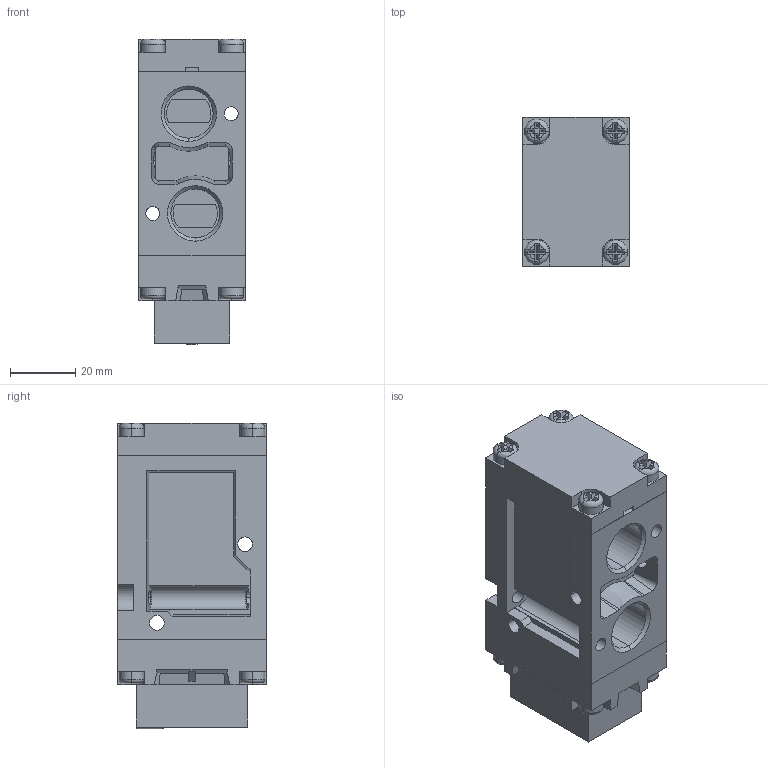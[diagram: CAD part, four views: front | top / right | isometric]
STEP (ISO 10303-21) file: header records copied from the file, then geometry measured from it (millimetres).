
FILE_DESCRIPTION (( 'STEP AP203' ), '1' );
FILE_NAME ('SFP5701.STEP', '2016-01-13T02:43:29', ( 'yrd8' ), ( 'Hewlett-Packard Company' ), 'SwSTEP 2.0', 'SolidWorks 2008', '' );
FILE_SCHEMA (( 'CONFIG_CONTROL_DESIGN' ));
Length unit declared in the file: millimetre
Products named in the file (5): SFP5701; SFP5600 Body_ル遽; SFP5000 PPS Semi_晦獄 撲薑; SFP5000 Pilot_ル遽; SFP5000 Body Cover_ル遽
Assembly tree (4 placements, depth 2):
  SFP5701
    SFP5000 Body Cover_ル遽
    SFP5600 Body_ル遽
    SFP5000 Pilot_ル遽
    SFP5000 PPS Semi_晦獄 撲薑
Bounding box: 32.5 x 45.5 x 93.4 mm (x, y, z)
Volume: 104884.5 mm3; surface area: 30638.8 mm2
Topology: 4 solids, 4 shells, 412 faces, 1113 edges, 727 vertices
Faces by surface type: plane 307, cylinder 69, cone 19, torus 17
Entity records: 13505 total; most frequent: CARTESIAN_POINT 2676, ORIENTED_EDGE 2218, DIRECTION 2038, EDGE_CURVE 1109, LINE 774, VECTOR 774, VERTEX_POINT 726, AXIS2_PLACEMENT_3D 632
